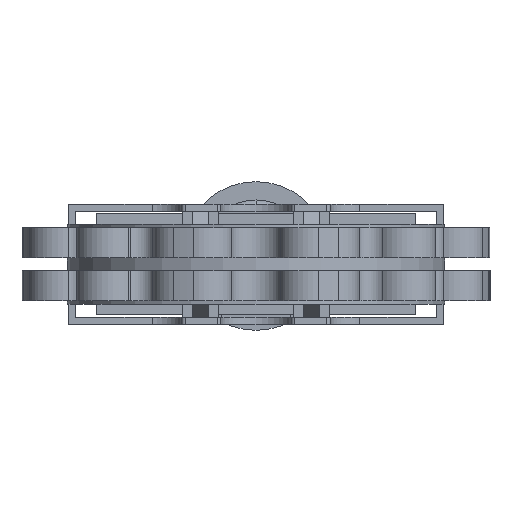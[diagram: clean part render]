
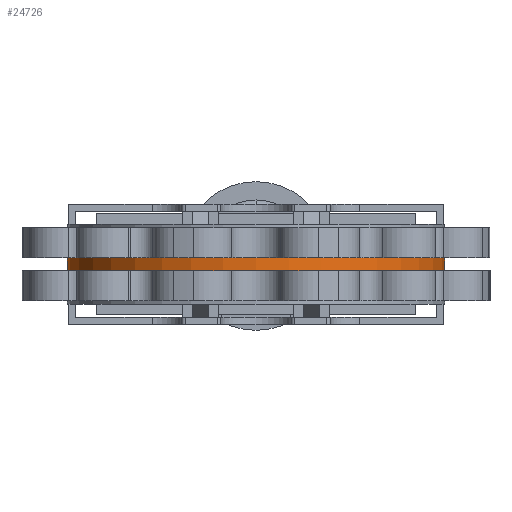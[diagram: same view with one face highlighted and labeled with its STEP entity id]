
A CAD part, front view. The second image highlights one B-rep face of the part: STEP entity #24726.
In plain terms, the highlighted cylindrical face has radius 160 mm (diameter 320 mm), a partial arc.
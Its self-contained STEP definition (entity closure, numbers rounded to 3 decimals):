
#274 = CARTESIAN_POINT ( 'NONE',  ( 160., 0., -11. ) ) ;
#1143 = DIRECTION ( 'NONE',  ( 0., 0., 1. ) ) ;
#1215 = VECTOR ( 'NONE', #12163, 1000. ) ;
#2211 = FACE_OUTER_BOUND ( 'NONE', #46025, .T. ) ;
#4504 = ORIENTED_EDGE ( 'NONE', *, *, #46278, .T. ) ;
#5251 = EDGE_CURVE ( 'NONE', #42532, #24089, #46470, .T. ) ;
#5375 = DIRECTION ( 'NONE',  ( 1., 0., 0. ) ) ;
#6014 = CARTESIAN_POINT ( 'NONE',  ( -160., 0., 0. ) ) ;
#8656 = VECTOR ( 'NONE', #48897, 1000. ) ;
#12100 = CARTESIAN_POINT ( 'NONE',  ( 0., 0., 0. ) ) ;
#12163 = DIRECTION ( 'NONE',  ( 0., 0., 1. ) ) ;
#12330 = CARTESIAN_POINT ( 'NONE',  ( -160., 0., -11. ) ) ;
#12404 = CARTESIAN_POINT ( 'NONE',  ( -160., 0., -11. ) ) ;
#13280 = DIRECTION ( 'NONE',  ( 0., 0., 1. ) ) ;
#14683 = EDGE_CURVE ( 'NONE', #29744, #24089, #32741, .T. ) ;
#17655 = AXIS2_PLACEMENT_3D ( 'NONE', #12100, #42652, #23456 ) ;
#21650 = LINE ( 'NONE', #12330, #1215 ) ;
#23456 = DIRECTION ( 'NONE',  ( 1., 0., 0. ) ) ;
#24089 = VERTEX_POINT ( 'NONE', #46580 ) ;
#24726 = ADVANCED_FACE ( 'NONE', ( #2211 ), #37109, .T. ) ;
#28030 = DIRECTION ( 'NONE',  ( 1., 0., 0. ) ) ;
#29744 = VERTEX_POINT ( 'NONE', #6014 ) ;
#31396 = VERTEX_POINT ( 'NONE', #12404 ) ;
#32407 = AXIS2_PLACEMENT_3D ( 'NONE', #47001, #1143, #28030 ) ;
#32708 = CARTESIAN_POINT ( 'NONE',  ( 0., 0., -11. ) ) ;
#32741 = CIRCLE ( 'NONE', #17655, 160. ) ;
#33684 = EDGE_CURVE ( 'NONE', #31396, #29744, #21650, .T. ) ;
#34496 = AXIS2_PLACEMENT_3D ( 'NONE', #32708, #13280, #5375 ) ;
#35598 = ORIENTED_EDGE ( 'NONE', *, *, #14683, .F. ) ;
#36781 = ORIENTED_EDGE ( 'NONE', *, *, #33684, .F. ) ;
#37109 = CYLINDRICAL_SURFACE ( 'NONE', #32407, 160. ) ;
#41546 = CIRCLE ( 'NONE', #34496, 160. ) ;
#42532 = VERTEX_POINT ( 'NONE', #274 ) ;
#42652 = DIRECTION ( 'NONE',  ( 0., 0., 1. ) ) ;
#45697 = CARTESIAN_POINT ( 'NONE',  ( 160., 0., -11. ) ) ;
#46025 = EDGE_LOOP ( 'NONE', ( #36781, #4504, #47776, #35598 ) ) ;
#46278 = EDGE_CURVE ( 'NONE', #31396, #42532, #41546, .T. ) ;
#46470 = LINE ( 'NONE', #45697, #8656 ) ;
#46580 = CARTESIAN_POINT ( 'NONE',  ( 160., 0., 0. ) ) ;
#47001 = CARTESIAN_POINT ( 'NONE',  ( 0., 0., -11. ) ) ;
#47776 = ORIENTED_EDGE ( 'NONE', *, *, #5251, .T. ) ;
#48897 = DIRECTION ( 'NONE',  ( 0., 0., 1. ) ) ;
